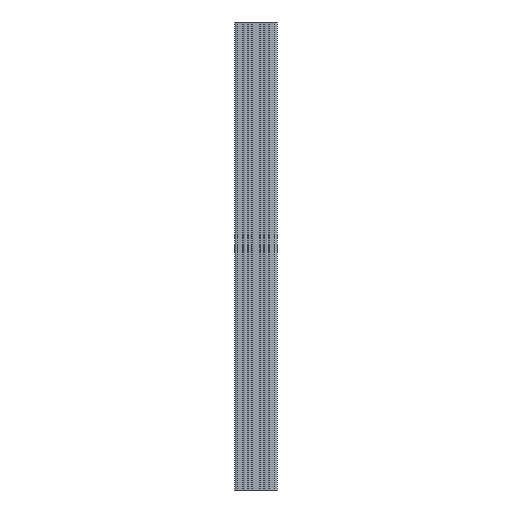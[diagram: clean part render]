
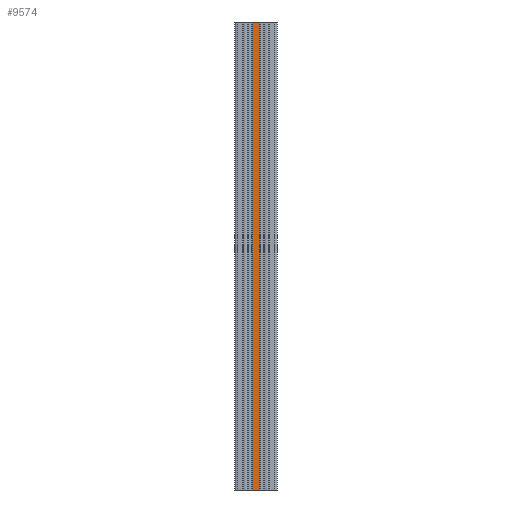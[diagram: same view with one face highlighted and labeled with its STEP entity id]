
A CAD part, front view. The second image highlights one B-rep face of the part: STEP entity #9574.
In plain terms, the highlighted planar face has unit normal (0, -1, 0).
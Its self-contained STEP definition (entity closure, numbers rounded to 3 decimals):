
#223=PLANE($,#10461);
#670=FACE_OUTER_BOUND($,#1150,.T.);
#1150=EDGE_LOOP($,(#7631,#7632,#7633,#7634));
#2030=LINE($,#15849,#2998);
#2031=LINE($,#15852,#2999);
#2032=LINE($,#15854,#3000);
#2033=LINE($,#15855,#3001);
#2998=VECTOR($,#12981,1000.);
#2999=VECTOR($,#12984,16.9);
#3000=VECTOR($,#12985,16.9);
#3001=VECTOR($,#12986,1000.);
#4449=VERTEX_POINT($,#15845);
#4450=VERTEX_POINT($,#15847);
#4451=VERTEX_POINT($,#15851);
#4452=VERTEX_POINT($,#15853);
#5800=EDGE_CURVE($,#4449,#4450,#2030,.T.);
#5801=EDGE_CURVE($,#4451,#4449,#2031,.T.);
#5802=EDGE_CURVE($,#4452,#4450,#2032,.T.);
#5803=EDGE_CURVE($,#4451,#4452,#2033,.T.);
#7631=ORIENTED_EDGE($,*,*,#5801,.T.);
#7632=ORIENTED_EDGE($,*,*,#5800,.T.);
#7633=ORIENTED_EDGE($,*,*,#5802,.F.);
#7634=ORIENTED_EDGE($,*,*,#5803,.F.);
#9574=ADVANCED_FACE($,(#670),#223,.T.);
#10461=AXIS2_PLACEMENT_3D($,#15850,#12982,#12983);
#12981=DIRECTION($,(0.,0.,1.));
#12982=DIRECTION('center_axis',(0.,-1.,0.));
#12983=DIRECTION('ref_axis',(1.,0.,0.));
#12984=DIRECTION($,(1.,0.,0.));
#12985=DIRECTION($,(1.,0.,0.));
#12986=DIRECTION($,(0.,0.,1.));
#15845=CARTESIAN_POINT('',(16.9,0.,0.));
#15847=CARTESIAN_POINT('',(16.9,0.,1000.));
#15849=CARTESIAN_POINT($,(16.9,0.,0.));
#15850=CARTESIAN_POINT('Origin',(0.,0.,0.));
#15851=CARTESIAN_POINT('',(0.,0.,0.));
#15852=CARTESIAN_POINT($,(0.,0.,0.));
#15853=CARTESIAN_POINT('',(0.,0.,1000.));
#15854=CARTESIAN_POINT($,(0.,0.,1000.));
#15855=CARTESIAN_POINT($,(0.,0.,0.));
